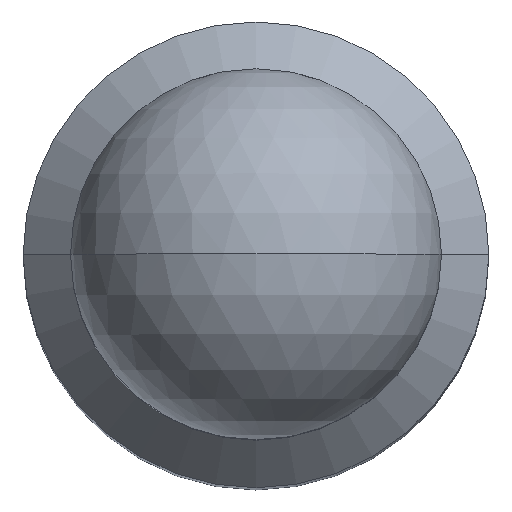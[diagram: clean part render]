
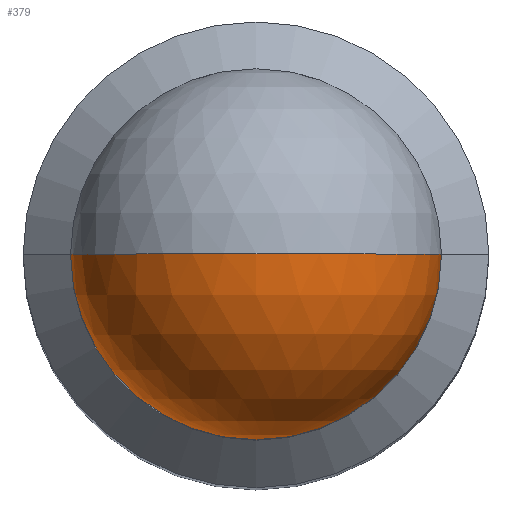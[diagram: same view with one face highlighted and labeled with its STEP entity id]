
A CAD part, top view. The second image highlights one B-rep face of the part: STEP entity #379.
In plain terms, the highlighted spherical face has radius 0.215 mm.
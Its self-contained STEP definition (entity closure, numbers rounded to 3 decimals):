
#34 = ORIENTED_EDGE ( 'NONE', *, *, #146, .T. ) ;
#39 = DIRECTION ( 'NONE',  ( -1., 0., 0. ) ) ;
#43 = CIRCLE ( 'NONE', #257, 0.215 ) ;
#57 = CIRCLE ( 'NONE', #313, 0.215 ) ;
#58 = ORIENTED_EDGE ( 'NONE', *, *, #270, .T. ) ;
#90 = AXIS2_PLACEMENT_3D ( 'NONE', #391, #133, #95 ) ;
#95 = DIRECTION ( 'NONE',  ( 0., 0., 1. ) ) ;
#101 = DIRECTION ( 'NONE',  ( 0., 0., 1. ) ) ;
#133 = DIRECTION ( 'NONE',  ( 0., 1., 0. ) ) ;
#140 = CARTESIAN_POINT ( 'NONE',  ( 0., 0., 2.845 ) ) ;
#146 = EDGE_CURVE ( 'NONE', #229, #149, #43, .T. ) ;
#149 = VERTEX_POINT ( 'NONE', #337 ) ;
#163 = ORIENTED_EDGE ( 'NONE', *, *, #279, .F. ) ;
#169 = CARTESIAN_POINT ( 'NONE',  ( 0., 0., 2.845 ) ) ;
#178 = DIRECTION ( 'NONE',  ( 0., -1., 0. ) ) ;
#193 = EDGE_LOOP ( 'NONE', ( #34, #58, #163 ) ) ;
#217 = SPHERICAL_SURFACE ( 'NONE', #344, 0.215 ) ;
#228 = CIRCLE ( 'NONE', #90, 0.215 ) ;
#229 = VERTEX_POINT ( 'NONE', #288 ) ;
#257 = AXIS2_PLACEMENT_3D ( 'NONE', #397, #101, #342 ) ;
#267 = CARTESIAN_POINT ( 'NONE',  ( 0., 0., 3.06 ) ) ;
#270 = EDGE_CURVE ( 'NONE', #149, #295, #57, .T. ) ;
#279 = EDGE_CURVE ( 'NONE', #229, #295, #228, .T. ) ;
#288 = CARTESIAN_POINT ( 'NONE',  ( -0.215, 0., 2.845 ) ) ;
#295 = VERTEX_POINT ( 'NONE', #267 ) ;
#301 = DIRECTION ( 'NONE',  ( 1., 0., 0. ) ) ;
#312 = FACE_OUTER_BOUND ( 'NONE', #193, .T. ) ;
#313 = AXIS2_PLACEMENT_3D ( 'NONE', #169, #392, #301 ) ;
#337 = CARTESIAN_POINT ( 'NONE',  ( 0.215, 0., 2.845 ) ) ;
#342 = DIRECTION ( 'NONE',  ( 1., 0., 0. ) ) ;
#344 = AXIS2_PLACEMENT_3D ( 'NONE', #140, #178, #39 ) ;
#379 = ADVANCED_FACE ( 'NONE', ( #312 ), #217, .T. ) ;
#391 = CARTESIAN_POINT ( 'NONE',  ( 0., 0., 2.845 ) ) ;
#392 = DIRECTION ( 'NONE',  ( 0., -1., 0. ) ) ;
#397 = CARTESIAN_POINT ( 'NONE',  ( 0., 0., 2.845 ) ) ;
